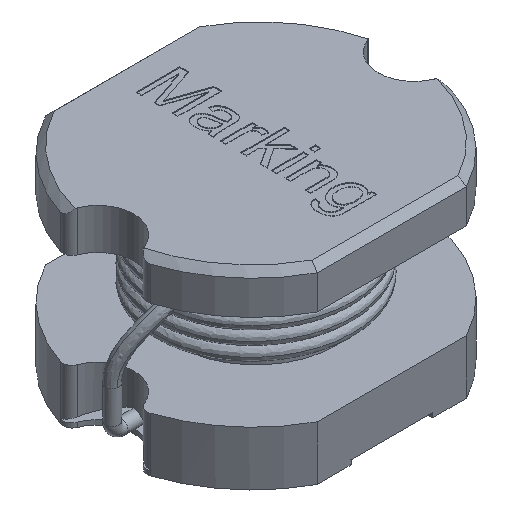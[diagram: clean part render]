
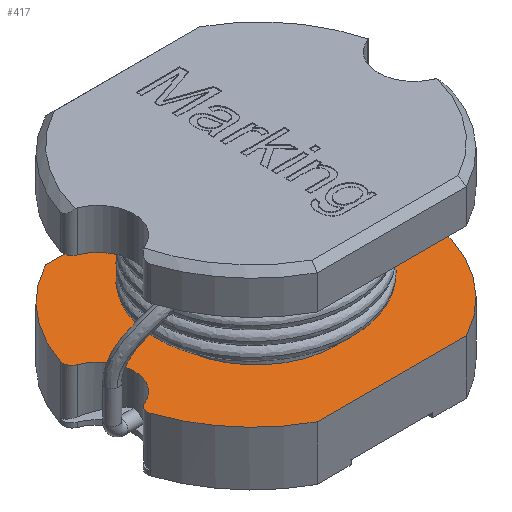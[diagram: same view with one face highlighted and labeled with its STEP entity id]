
A CAD part, isometric view. The second image highlights one B-rep face of the part: STEP entity #417.
In plain terms, the highlighted planar face has unit normal (0, 0, 1).
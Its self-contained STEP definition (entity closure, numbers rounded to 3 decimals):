
#417 = ADVANCED_FACE( '', ( #871, #872 ), #873, .F. );
#871 = FACE_BOUND( '', #2724, .T. );
#872 = FACE_OUTER_BOUND( '', #2725, .T. );
#873 = PLANE( '', #2726 );
#2724 = EDGE_LOOP( '', ( #4125 ) );
#2725 = EDGE_LOOP( '', ( #4126, #4127, #4128, #4129, #4130, #4131, #4132, #4133, #4134, #4135, #4136, #4137, #4138, #4139 ) );
#2726 = AXIS2_PLACEMENT_3D( '', #4140, #4141, #4142 );
#4125 = ORIENTED_EDGE( '', *, *, #4813, .T. );
#4126 = ORIENTED_EDGE( '', *, *, #4867, .T. );
#4127 = ORIENTED_EDGE( '', *, *, #4894, .T. );
#4128 = ORIENTED_EDGE( '', *, *, #4591, .T. );
#4129 = ORIENTED_EDGE( '', *, *, #4831, .T. );
#4130 = ORIENTED_EDGE( '', *, *, #4616, .F. );
#4131 = ORIENTED_EDGE( '', *, *, #4510, .F. );
#4132 = ORIENTED_EDGE( '', *, *, #4895, .F. );
#4133 = ORIENTED_EDGE( '', *, *, #4891, .T. );
#4134 = ORIENTED_EDGE( '', *, *, #4848, .T. );
#4135 = ORIENTED_EDGE( '', *, *, #4799, .T. );
#4136 = ORIENTED_EDGE( '', *, *, #4728, .T. );
#4137 = ORIENTED_EDGE( '', *, *, #4746, .F. );
#4138 = ORIENTED_EDGE( '', *, *, #4754, .F. );
#4139 = ORIENTED_EDGE( '', *, *, #4656, .F. );
#4140 = CARTESIAN_POINT( '', ( 0., -0.041, 0.55 ) );
#4141 = DIRECTION( '', ( 0., 0., -1. ) );
#4142 = DIRECTION( '', ( -1., 0., 0. ) );
#4510 = EDGE_CURVE( '', #5113, #5115, #5116, .T. );
#4591 = EDGE_CURVE( '', #5251, #5252, #5253, .T. );
#4616 = EDGE_CURVE( '', #5115, #5288, #5289, .T. );
#4656 = EDGE_CURVE( '', #5351, #5353, #5354, .T. );
#4728 = EDGE_CURVE( '', #5463, #5464, #5465, .F. );
#4746 = EDGE_CURVE( '', #5490, #5464, #5491, .T. );
#4754 = EDGE_CURVE( '', #5353, #5490, #5502, .T. );
#4799 = EDGE_CURVE( '', #5554, #5463, #5555, .T. );
#4813 = EDGE_CURVE( '', #5571, #5571, #5572, .T. );
#4831 = EDGE_CURVE( '', #5252, #5288, #5591, .F. );
#4848 = EDGE_CURVE( '', #5611, #5554, #5612, .T. );
#4867 = EDGE_CURVE( '', #5351, #5633, #5635, .F. );
#4891 = EDGE_CURVE( '', #5661, #5611, #5662, .F. );
#4894 = EDGE_CURVE( '', #5633, #5251, #5665, .T. );
#4895 = EDGE_CURVE( '', #5661, #5113, #5666, .T. );
#5113 = VERTEX_POINT( '', #6246 );
#5115 = VERTEX_POINT( '', #6249 );
#5116 = LINE( '', #6250, #6251 );
#5251 = VERTEX_POINT( '', #6549 );
#5252 = VERTEX_POINT( '', #6550 );
#5253 = CIRCLE( '', #6551, 0.4 );
#5288 = VERTEX_POINT( '', #6614 );
#5289 = CIRCLE( '', #6615, 1.748 );
#5351 = VERTEX_POINT( '', #6748 );
#5353 = VERTEX_POINT( '', #6751 );
#5354 = CIRCLE( '', #6752, 1.748 );
#5463 = VERTEX_POINT( '', #7208 );
#5464 = VERTEX_POINT( '', #7209 );
#5465 = CIRCLE( '', #7210, 0.1 );
#5490 = VERTEX_POINT( '', #7435 );
#5491 = CIRCLE( '', #7436, 1.748 );
#5502 = LINE( '', #7452, #7453 );
#5554 = VERTEX_POINT( '', #7527 );
#5555 = CIRCLE( '', #7528, 0.4 );
#5571 = VERTEX_POINT( '', #7595 );
#5572 = CIRCLE( '', #7596, 0.875 );
#5591 = CIRCLE( '', #7657, 0.1 );
#5611 = VERTEX_POINT( '', #7680 );
#5612 = CIRCLE( '', #7681, 0.4 );
#5633 = VERTEX_POINT( '', #7712 );
#5635 = CIRCLE( '', #7715, 0.1 );
#5661 = VERTEX_POINT( '', #7767 );
#5662 = CIRCLE( '', #7768, 0.1 );
#5665 = CIRCLE( '', #7772, 0.4 );
#5666 = CIRCLE( '', #7773, 1.748 );
#6246 = CARTESIAN_POINT( '', ( 0.825, -1.5, 0.55 ) );
#6249 = CARTESIAN_POINT( '', ( -0.825, -1.5, 0.55 ) );
#6250 = CARTESIAN_POINT( '', ( -0.825, -1.5, 0.55 ) );
#6251 = VECTOR( '', #7888, 1000. );
#6549 = CARTESIAN_POINT( '', ( -1.35, 0.001, 0.55 ) );
#6550 = CARTESIAN_POINT( '', ( -1.605, -0.371, 0.55 ) );
#6551 = AXIS2_PLACEMENT_3D( '', #7968, #7969, #7970 );
#6614 = CARTESIAN_POINT( '', ( -1.663, -0.495, 0.55 ) );
#6615 = AXIS2_PLACEMENT_3D( '', #7982, #7983, #7984 );
#6748 = CARTESIAN_POINT( '', ( -1.663, 0.495, 0.55 ) );
#6751 = CARTESIAN_POINT( '', ( -0.825, 1.5, 0.55 ) );
#6752 = AXIS2_PLACEMENT_3D( '', #8013, #8014, #8015 );
#7208 = CARTESIAN_POINT( '', ( 1.605, 0.371, 0.55 ) );
#7209 = CARTESIAN_POINT( '', ( 1.663, 0.495, 0.55 ) );
#7210 = AXIS2_PLACEMENT_3D( '', #8056, #8057, #8058 );
#7435 = CARTESIAN_POINT( '', ( 0.825, 1.5, 0.55 ) );
#7436 = AXIS2_PLACEMENT_3D( '', #8072, #8073, #8074 );
#7452 = CARTESIAN_POINT( '', ( -0.825, 1.5, 0.55 ) );
#7453 = VECTOR( '', #8083, 1000. );
#7527 = CARTESIAN_POINT( '', ( 1.35, -0.001, 0.55 ) );
#7528 = AXIS2_PLACEMENT_3D( '', #8123, #8124, #8125 );
#7595 = CARTESIAN_POINT( '', ( 0.875, 0., 0.55 ) );
#7596 = AXIS2_PLACEMENT_3D( '', #8141, #8142, #8143 );
#7657 = AXIS2_PLACEMENT_3D( '', #8159, #8160, #8161 );
#7680 = CARTESIAN_POINT( '', ( 1.605, -0.371, 0.55 ) );
#7681 = AXIS2_PLACEMENT_3D( '', #8180, #8181, #8182 );
#7712 = CARTESIAN_POINT( '', ( -1.605, 0.371, 0.55 ) );
#7715 = AXIS2_PLACEMENT_3D( '', #8194, #8195, #8196 );
#7767 = CARTESIAN_POINT( '', ( 1.663, -0.495, 0.55 ) );
#7768 = AXIS2_PLACEMENT_3D( '', #8208, #8209, #8210 );
#7772 = AXIS2_PLACEMENT_3D( '', #8212, #8213, #8214 );
#7773 = AXIS2_PLACEMENT_3D( '', #8215, #8216, #8217 );
#7888 = DIRECTION( '', ( -1., 0., 0. ) );
#7968 = CARTESIAN_POINT( '', ( -1.75, 0.001, 0.55 ) );
#7969 = DIRECTION( '', ( 0., 0., -1. ) );
#7970 = DIRECTION( '', ( -1., 0., 0. ) );
#7982 = CARTESIAN_POINT( '', ( 0., 0.041, 0.55 ) );
#7983 = DIRECTION( '', ( 0., 0., -1. ) );
#7984 = DIRECTION( '', ( 1., 0., 0. ) );
#8013 = CARTESIAN_POINT( '', ( 0., -0.041, 0.55 ) );
#8014 = DIRECTION( '', ( 0., 0., -1. ) );
#8015 = DIRECTION( '', ( 1., 0., 0. ) );
#8056 = CARTESIAN_POINT( '', ( 1.568, 0.464, 0.55 ) );
#8057 = DIRECTION( '', ( 0., 0., -1. ) );
#8058 = DIRECTION( '', ( -1., 0., 0. ) );
#8072 = CARTESIAN_POINT( '', ( 0., -0.041, 0.55 ) );
#8073 = DIRECTION( '', ( 0., 0., -1. ) );
#8074 = DIRECTION( '', ( 1., 0., 0. ) );
#8083 = DIRECTION( '', ( 1., 0., 0. ) );
#8123 = CARTESIAN_POINT( '', ( 1.75, -0.001, 0.55 ) );
#8124 = DIRECTION( '', ( 0., 0., -1. ) );
#8125 = DIRECTION( '', ( -1., 0., 0. ) );
#8141 = CARTESIAN_POINT( '', ( 0., 0., 0.55 ) );
#8142 = DIRECTION( '', ( 0., 0., -1. ) );
#8143 = DIRECTION( '', ( 1., 0., 0. ) );
#8159 = CARTESIAN_POINT( '', ( -1.568, -0.464, 0.55 ) );
#8160 = DIRECTION( '', ( 0., 0., -1. ) );
#8161 = DIRECTION( '', ( -1., 0., 0. ) );
#8180 = CARTESIAN_POINT( '', ( 1.75, 0.001, 0.55 ) );
#8181 = DIRECTION( '', ( 0., 0., -1. ) );
#8182 = DIRECTION( '', ( -1., 0., 0. ) );
#8194 = CARTESIAN_POINT( '', ( -1.568, 0.464, 0.55 ) );
#8195 = DIRECTION( '', ( 0., 0., -1. ) );
#8196 = DIRECTION( '', ( -1., 0., 0. ) );
#8208 = CARTESIAN_POINT( '', ( 1.568, -0.464, 0.55 ) );
#8209 = DIRECTION( '', ( 0., 0., -1. ) );
#8210 = DIRECTION( '', ( -1., 0., 0. ) );
#8212 = CARTESIAN_POINT( '', ( -1.75, -0.001, 0.55 ) );
#8213 = DIRECTION( '', ( 0., 0., -1. ) );
#8214 = DIRECTION( '', ( -1., 0., 0. ) );
#8215 = CARTESIAN_POINT( '', ( 0., 0.041, 0.55 ) );
#8216 = DIRECTION( '', ( 0., 0., -1. ) );
#8217 = DIRECTION( '', ( 1., 0., 0. ) );
